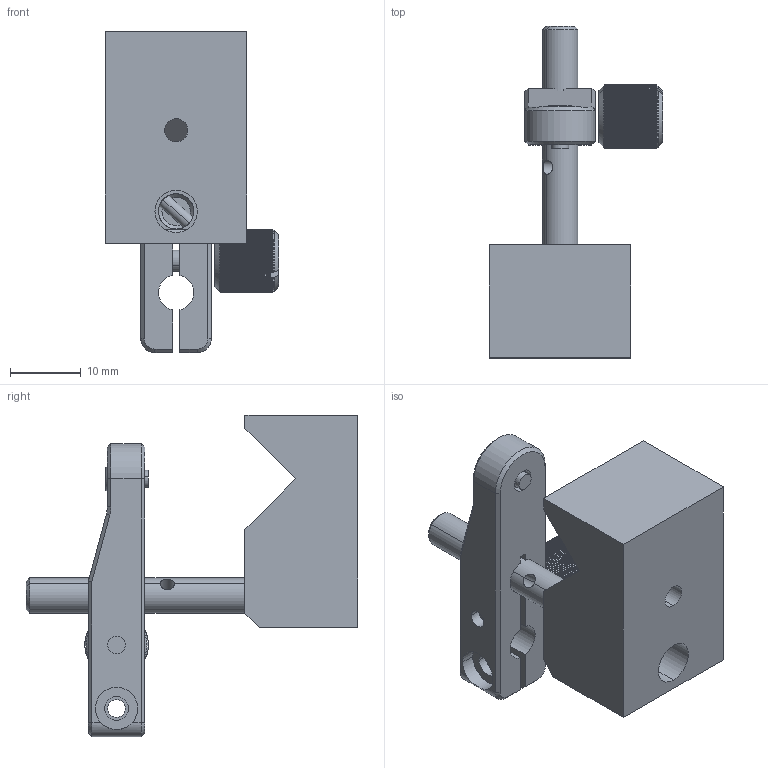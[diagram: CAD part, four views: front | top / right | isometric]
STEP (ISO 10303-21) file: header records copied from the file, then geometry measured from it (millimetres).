
FILE_DESCRIPTION (( 'STEP AP203' ), '1' );
FILE_NAME ('NCC20.STEP', '2019-05-10T01:23:32', ( '' ), ( '' ), 'SwSTEP 2.0', 'SolidWorks 2016', '' );
FILE_SCHEMA (( 'CONFIG_CONTROL_DESIGN' ));
Length unit declared in the file: millimetre
Products named in the file (1): NCC20
Bounding box: 24.5 x 47 x 45.5 mm (x, y, z)
Surface area: 6083.4 mm2 (no closed solid volume)
Topology: 0 solids, 10 shells, 491 faces, 1709 edges, 1224 vertices
Faces by surface type: plane 324, cylinder 149, cone 18
Entity records: 19009 total; most frequent: CARTESIAN_POINT 4932, ORIENTED_EDGE 3063, DIRECTION 2550, EDGE_CURVE 1709, VERTEX_POINT 1224, LINE 894, VECTOR 894, AXIS2_PLACEMENT_3D 828
